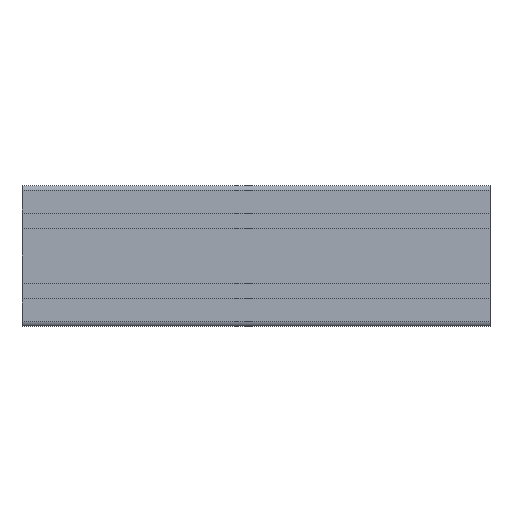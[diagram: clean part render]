
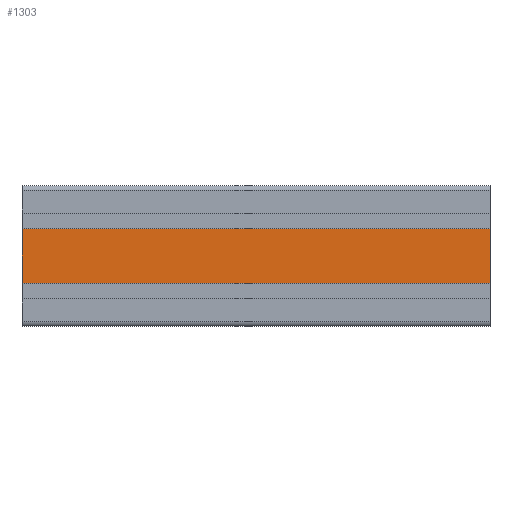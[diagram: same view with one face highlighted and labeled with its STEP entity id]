
A CAD part, front view. The second image highlights one B-rep face of the part: STEP entity #1303.
In plain terms, the highlighted planar face has unit normal (0, -1, 0).
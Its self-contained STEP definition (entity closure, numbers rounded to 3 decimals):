
#216 = VERTEX_POINT ( 'NONE', #483 ) ;
#224 = VERTEX_POINT ( 'NONE', #491 ) ;
#225 = VERTEX_POINT ( 'NONE', #492 ) ;
#297 = VERTEX_POINT ( 'NONE', #564 ) ;
#483 = CARTESIAN_POINT ( 'NONE',  ( -300., -45., 17.5 ) ) ;
#491 = CARTESIAN_POINT ( 'NONE',  ( 0., -45., -17.5 ) ) ;
#492 = CARTESIAN_POINT ( 'NONE',  ( 0., -45., 17.5 ) ) ;
#564 = CARTESIAN_POINT ( 'NONE',  ( -300., -45., -17.5 ) ) ;
#1168 = EDGE_CURVE ( 'NONE', #297, #216, #2648, .T. ) ;
#1183 = EDGE_CURVE ( 'NONE', #216, #225, #2671, .T. ) ;
#1209 = EDGE_CURVE ( 'NONE', #297, #224, #2728, .T. ) ;
#1214 = EDGE_CURVE ( 'NONE', #225, #224, #2737, .T. ) ;
#1303 = ADVANCED_FACE ( 'NONE', ( #2069 ), #4276, .T. ) ;
#1534 = AXIS2_PLACEMENT_3D ( 'NONE', #4279, #4285, #4286 ) ;
#2069 = FACE_OUTER_BOUND ( 'NONE', #3232, .T. ) ;
#2648 = LINE ( 'NONE', #3881, #2649 ) ;
#2649 = VECTOR ( 'NONE', #3882, 1000. ) ;
#2671 = LINE ( 'NONE', #3909, #2677 ) ;
#2677 = VECTOR ( 'NONE', #3912, 1000. ) ;
#2728 = LINE ( 'NONE', #3965, #2729 ) ;
#2729 = VECTOR ( 'NONE', #3966, 1000. ) ;
#2737 = LINE ( 'NONE', #3975, #2738 ) ;
#2738 = VECTOR ( 'NONE', #3976, 1000. ) ;
#3232 = EDGE_LOOP ( 'NONE', ( #3326, #3322, #3323, #3324 ) ) ;
#3322 = ORIENTED_EDGE ( 'NONE', *, *, #1209, .T. ) ;
#3323 = ORIENTED_EDGE ( 'NONE', *, *, #1214, .F. ) ;
#3324 = ORIENTED_EDGE ( 'NONE', *, *, #1183, .F. ) ;
#3326 = ORIENTED_EDGE ( 'NONE', *, *, #1168, .F. ) ;
#3881 = CARTESIAN_POINT ( 'NONE',  ( -300., -45., 17.5 ) ) ;
#3882 = DIRECTION ( 'NONE',  ( 0., 0., 1. ) ) ;
#3909 = CARTESIAN_POINT ( 'NONE',  ( -427.279, -45., 17.5 ) ) ;
#3912 = DIRECTION ( 'NONE',  ( 1., 0., 0. ) ) ;
#3965 = CARTESIAN_POINT ( 'NONE',  ( -427.279, -45., -17.5 ) ) ;
#3966 = DIRECTION ( 'NONE',  ( 1., 0., 0. ) ) ;
#3975 = CARTESIAN_POINT ( 'NONE',  ( 0., -45., 17.5 ) ) ;
#3976 = DIRECTION ( 'NONE',  ( 0., 0., -1. ) ) ;
#4276 = PLANE ( 'NONE',  #1534 ) ;
#4279 = CARTESIAN_POINT ( 'NONE',  ( -427.279, -45., 17.5 ) ) ;
#4285 = DIRECTION ( 'NONE',  ( 0., -1., 0. ) ) ;
#4286 = DIRECTION ( 'NONE',  ( 0., 0., -1. ) ) ;
